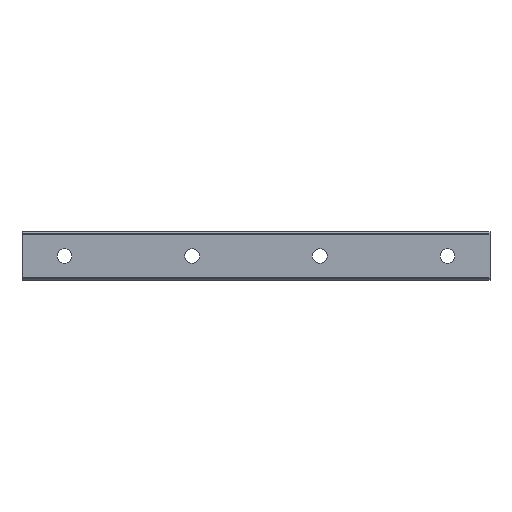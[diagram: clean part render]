
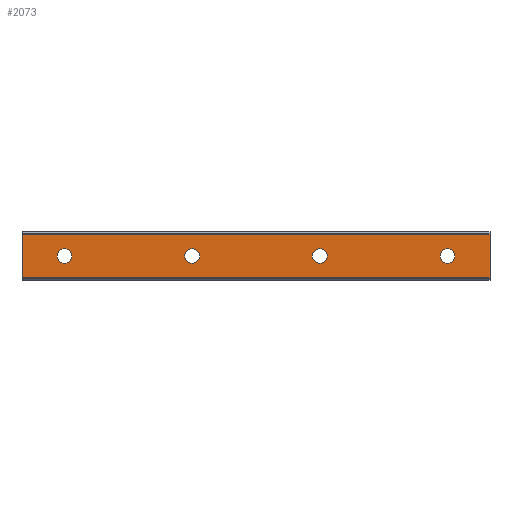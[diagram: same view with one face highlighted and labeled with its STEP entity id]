
A CAD part, front view. The second image highlights one B-rep face of the part: STEP entity #2073.
In plain terms, the highlighted planar face has unit normal (0, -1, 0).
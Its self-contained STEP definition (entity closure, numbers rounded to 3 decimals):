
#8 = DIRECTION ( 'NONE',  ( 0., 0., 1. ) ) ;
#20 = FACE_BOUND ( 'NONE', #1293, .T. ) ;
#108 = VERTEX_POINT ( 'NONE', #289 ) ;
#147 = VERTEX_POINT ( 'NONE', #1615 ) ;
#152 = DIRECTION ( 'NONE',  ( 0., 0., 1. ) ) ;
#155 = CARTESIAN_POINT ( 'NONE',  ( 200., 0., 10.286 ) ) ;
#163 = ORIENTED_EDGE ( 'NONE', *, *, #886, .F. ) ;
#166 = CARTESIAN_POINT ( 'NONE',  ( 0., 0., 0. ) ) ;
#172 = ORIENTED_EDGE ( 'NONE', *, *, #1266, .F. ) ;
#245 = CIRCLE ( 'NONE', #1765, 3.5 ) ;
#265 = LINE ( 'NONE', #760, #2070 ) ;
#288 = EDGE_CURVE ( 'NONE', #2008, #1311, #316, .T. ) ;
#289 = CARTESIAN_POINT ( 'NONE',  ( 180., 0., 3.5 ) ) ;
#294 = ORIENTED_EDGE ( 'NONE', *, *, #1236, .F. ) ;
#303 = CARTESIAN_POINT ( 'NONE',  ( 120., 0., -3.5 ) ) ;
#315 = FACE_BOUND ( 'NONE', #873, .T. ) ;
#316 = CIRCLE ( 'NONE', #913, 3.5 ) ;
#349 = CIRCLE ( 'NONE', #1525, 3.5 ) ;
#390 = DIRECTION ( 'NONE',  ( 0., 0., 1. ) ) ;
#445 = CARTESIAN_POINT ( 'NONE',  ( 200., 0., -10.286 ) ) ;
#461 = ORIENTED_EDGE ( 'NONE', *, *, #1371, .F. ) ;
#465 = CARTESIAN_POINT ( 'NONE',  ( 60., 0., -3.5 ) ) ;
#479 = DIRECTION ( 'NONE',  ( 0., -1., 0. ) ) ;
#487 = ORIENTED_EDGE ( 'NONE', *, *, #1563, .F. ) ;
#490 = PLANE ( 'NONE',  #1631 ) ;
#491 = EDGE_CURVE ( 'NONE', #147, #1531, #877, .T. ) ;
#492 = DIRECTION ( 'NONE',  ( 0., -1., 0. ) ) ;
#493 = VERTEX_POINT ( 'NONE', #1965 ) ;
#517 = CARTESIAN_POINT ( 'NONE',  ( 0., 0., -3.5 ) ) ;
#555 = DIRECTION ( 'NONE',  ( 0., 0., 1. ) ) ;
#565 = ORIENTED_EDGE ( 'NONE', *, *, #589, .F. ) ;
#589 = EDGE_CURVE ( 'NONE', #1311, #2008, #1282, .T. ) ;
#592 = EDGE_CURVE ( 'NONE', #1531, #147, #1210, .T. ) ;
#612 = DIRECTION ( 'NONE',  ( -1., 0., 0. ) ) ;
#634 = FACE_BOUND ( 'NONE', #1538, .T. ) ;
#649 = VERTEX_POINT ( 'NONE', #1487 ) ;
#682 = AXIS2_PLACEMENT_3D ( 'NONE', #1932, #479, #1116 ) ;
#760 = CARTESIAN_POINT ( 'NONE',  ( 200., 0., 10.286 ) ) ;
#770 = VERTEX_POINT ( 'NONE', #1080 ) ;
#787 = FACE_OUTER_BOUND ( 'NONE', #1770, .T. ) ;
#798 = DIRECTION ( 'NONE',  ( 0., 0., 1. ) ) ;
#807 = CARTESIAN_POINT ( 'NONE',  ( 60., 0., 0. ) ) ;
#821 = AXIS2_PLACEMENT_3D ( 'NONE', #887, #1378, #919 ) ;
#847 = VERTEX_POINT ( 'NONE', #2067 ) ;
#850 = EDGE_CURVE ( 'NONE', #493, #108, #1975, .T. ) ;
#855 = CARTESIAN_POINT ( 'NONE',  ( -20., 0., 10.286 ) ) ;
#873 = EDGE_LOOP ( 'NONE', ( #172, #885 ) ) ;
#877 = CIRCLE ( 'NONE', #945, 3.5 ) ;
#880 = VECTOR ( 'NONE', #612, 1000. ) ;
#883 = DIRECTION ( 'NONE',  ( 0., -1., 0. ) ) ;
#885 = ORIENTED_EDGE ( 'NONE', *, *, #850, .F. ) ;
#886 = EDGE_CURVE ( 'NONE', #649, #770, #1893, .T. ) ;
#887 = CARTESIAN_POINT ( 'NONE',  ( 180., 0., 0. ) ) ;
#913 = AXIS2_PLACEMENT_3D ( 'NONE', #1968, #1491, #1309 ) ;
#919 = DIRECTION ( 'NONE',  ( 0., 0., 1. ) ) ;
#939 = DIRECTION ( 'NONE',  ( 0., 1., 0. ) ) ;
#945 = AXIS2_PLACEMENT_3D ( 'NONE', #988, #1446, #1729 ) ;
#952 = FACE_BOUND ( 'NONE', #960, .T. ) ;
#958 = ORIENTED_EDGE ( 'NONE', *, *, #288, .F. ) ;
#960 = EDGE_LOOP ( 'NONE', ( #1045, #487 ) ) ;
#968 = LINE ( 'NONE', #1629, #1833 ) ;
#978 = AXIS2_PLACEMENT_3D ( 'NONE', #1202, #883, #555 ) ;
#988 = CARTESIAN_POINT ( 'NONE',  ( 0., 0., 0. ) ) ;
#994 = EDGE_CURVE ( 'NONE', #1164, #1883, #968, .T. ) ;
#1045 = ORIENTED_EDGE ( 'NONE', *, *, #2048, .F. ) ;
#1052 = ORIENTED_EDGE ( 'NONE', *, *, #592, .F. ) ;
#1080 = CARTESIAN_POINT ( 'NONE',  ( -20., 0., -10.286 ) ) ;
#1116 = DIRECTION ( 'NONE',  ( 0., 0., 1. ) ) ;
#1124 = DIRECTION ( 'NONE',  ( 0., 0., 1. ) ) ;
#1164 = VERTEX_POINT ( 'NONE', #855 ) ;
#1202 = CARTESIAN_POINT ( 'NONE',  ( 180., 0., 0. ) ) ;
#1210 = CIRCLE ( 'NONE', #1596, 3.5 ) ;
#1236 = EDGE_CURVE ( 'NONE', #1883, #649, #265, .T. ) ;
#1266 = EDGE_CURVE ( 'NONE', #108, #493, #1797, .T. ) ;
#1282 = CIRCLE ( 'NONE', #682, 3.5 ) ;
#1287 = ORIENTED_EDGE ( 'NONE', *, *, #994, .F. ) ;
#1293 = EDGE_LOOP ( 'NONE', ( #565, #958 ) ) ;
#1309 = DIRECTION ( 'NONE',  ( 0., 0., 1. ) ) ;
#1311 = VERTEX_POINT ( 'NONE', #1722 ) ;
#1371 = EDGE_CURVE ( 'NONE', #770, #1164, #1598, .T. ) ;
#1378 = DIRECTION ( 'NONE',  ( 0., -1., 0. ) ) ;
#1400 = DIRECTION ( 'NONE',  ( 0., 0., -1. ) ) ;
#1407 = VERTEX_POINT ( 'NONE', #465 ) ;
#1446 = DIRECTION ( 'NONE',  ( 0., -1., 0. ) ) ;
#1479 = ORIENTED_EDGE ( 'NONE', *, *, #491, .F. ) ;
#1487 = CARTESIAN_POINT ( 'NONE',  ( 200., 0., -10.286 ) ) ;
#1491 = DIRECTION ( 'NONE',  ( 0., -1., 0. ) ) ;
#1518 = VECTOR ( 'NONE', #152, 1000. ) ;
#1525 = AXIS2_PLACEMENT_3D ( 'NONE', #807, #1578, #8 ) ;
#1531 = VERTEX_POINT ( 'NONE', #517 ) ;
#1538 = EDGE_LOOP ( 'NONE', ( #1479, #1052 ) ) ;
#1563 = EDGE_CURVE ( 'NONE', #1407, #847, #245, .T. ) ;
#1578 = DIRECTION ( 'NONE',  ( 0., -1., 0. ) ) ;
#1586 = DIRECTION ( 'NONE',  ( 1., 0., 0. ) ) ;
#1596 = AXIS2_PLACEMENT_3D ( 'NONE', #166, #492, #1124 ) ;
#1598 = LINE ( 'NONE', #1951, #1518 ) ;
#1615 = CARTESIAN_POINT ( 'NONE',  ( 0., 0., 3.5 ) ) ;
#1629 = CARTESIAN_POINT ( 'NONE',  ( 200., 0., 10.286 ) ) ;
#1631 = AXIS2_PLACEMENT_3D ( 'NONE', #155, #939, #798 ) ;
#1652 = DIRECTION ( 'NONE',  ( 0., -1., 0. ) ) ;
#1722 = CARTESIAN_POINT ( 'NONE',  ( 120., 0., 3.5 ) ) ;
#1729 = DIRECTION ( 'NONE',  ( 0., 0., 1. ) ) ;
#1740 = CARTESIAN_POINT ( 'NONE',  ( 200., 0., 10.286 ) ) ;
#1765 = AXIS2_PLACEMENT_3D ( 'NONE', #1808, #1652, #390 ) ;
#1770 = EDGE_LOOP ( 'NONE', ( #163, #294, #1287, #461 ) ) ;
#1797 = CIRCLE ( 'NONE', #978, 3.5 ) ;
#1808 = CARTESIAN_POINT ( 'NONE',  ( 60., 0., 0. ) ) ;
#1833 = VECTOR ( 'NONE', #1586, 1000. ) ;
#1883 = VERTEX_POINT ( 'NONE', #1740 ) ;
#1893 = LINE ( 'NONE', #445, #880 ) ;
#1932 = CARTESIAN_POINT ( 'NONE',  ( 120., 0., 0. ) ) ;
#1951 = CARTESIAN_POINT ( 'NONE',  ( -20., 0., 10.286 ) ) ;
#1965 = CARTESIAN_POINT ( 'NONE',  ( 180., 0., -3.5 ) ) ;
#1968 = CARTESIAN_POINT ( 'NONE',  ( 120., 0., 0. ) ) ;
#1975 = CIRCLE ( 'NONE', #821, 3.5 ) ;
#2008 = VERTEX_POINT ( 'NONE', #303 ) ;
#2048 = EDGE_CURVE ( 'NONE', #847, #1407, #349, .T. ) ;
#2067 = CARTESIAN_POINT ( 'NONE',  ( 60., 0., 3.5 ) ) ;
#2070 = VECTOR ( 'NONE', #1400, 1000. ) ;
#2073 = ADVANCED_FACE ( 'NONE', ( #787, #634, #315, #20, #952 ), #490, .F. ) ;
